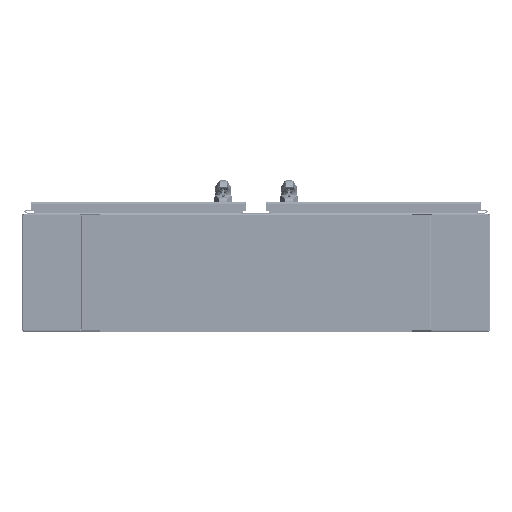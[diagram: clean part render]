
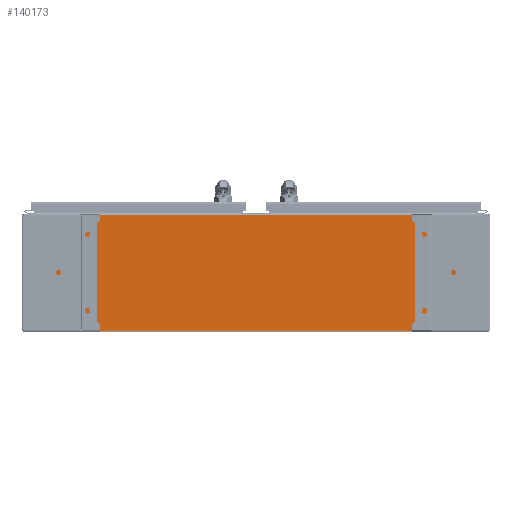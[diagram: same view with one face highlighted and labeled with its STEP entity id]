
A CAD part, front view. The second image highlights one B-rep face of the part: STEP entity #140173.
In plain terms, the highlighted face is planar.
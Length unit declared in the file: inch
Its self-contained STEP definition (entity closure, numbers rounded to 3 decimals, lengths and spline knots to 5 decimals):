
#3340 = VERTEX_POINT ( 'NONE', #37551 ) ;
#4485 = DIRECTION ( 'NONE',  ( 1., 0., 0. ) ) ;
#7016 = DIRECTION ( 'NONE',  ( 1., 0., 0. ) ) ;
#12163 = EDGE_CURVE ( 'NONE', #3340, #114964, #162885, .T. ) ;
#20473 = PLANE ( 'NONE',  #110784 ) ;
#24351 = DIRECTION ( 'NONE',  ( 1., 0., 0. ) ) ;
#25969 = LINE ( 'NONE', #169450, #170187 ) ;
#30022 = EDGE_LOOP ( 'NONE', ( #107886, #43719, #166433, #97397 ) ) ;
#32383 = CARTESIAN_POINT ( 'NONE',  ( 47.49175, 10.8295, 0.0937 ) ) ;
#33149 = EDGE_CURVE ( 'NONE', #3340, #153226, #178743, .T. ) ;
#37551 = CARTESIAN_POINT ( 'NONE',  ( -0.44585, -1.07685, 0.0937 ) ) ;
#37817 = CARTESIAN_POINT ( 'NONE',  ( 47.49175, 10.8295, 0.0937 ) ) ;
#42642 = DIRECTION ( 'NONE',  ( 0., 1., 0. ) ) ;
#43719 = ORIENTED_EDGE ( 'NONE', *, *, #126970, .F. ) ;
#48754 = FACE_OUTER_BOUND ( 'NONE', #30022, .T. ) ;
#71631 = VECTOR ( 'NONE', #24351, 39.37008 ) ;
#85052 = VERTEX_POINT ( 'NONE', #32383 ) ;
#90655 = DIRECTION ( 'NONE',  ( 0., 0., 1. ) ) ;
#97397 = ORIENTED_EDGE ( 'NONE', *, *, #12163, .F. ) ;
#107886 = ORIENTED_EDGE ( 'NONE', *, *, #33149, .T. ) ;
#107949 = CARTESIAN_POINT ( 'NONE',  ( 11.53855, -1.07685, 0.0937 ) ) ;
#110784 = AXIS2_PLACEMENT_3D ( 'NONE', #174433, #90655, #7016 ) ;
#114964 = VERTEX_POINT ( 'NONE', #149074 ) ;
#121313 = VECTOR ( 'NONE', #135475, 39.37008 ) ;
#126970 = EDGE_CURVE ( 'NONE', #85052, #153226, #158413, .T. ) ;
#127852 = CARTESIAN_POINT ( 'NONE',  ( -0.44585, -1.1081, 0.0937 ) ) ;
#133078 = CARTESIAN_POINT ( 'NONE',  ( 47.49175, -1.07685, 0.0937 ) ) ;
#135475 = DIRECTION ( 'NONE',  ( 0., -1., 0. ) ) ;
#140173 = ADVANCED_FACE ( 'NONE', ( #48754 ), #20473, .T. ) ;
#149074 = CARTESIAN_POINT ( 'NONE',  ( -0.44585, 10.8295, 0.0937 ) ) ;
#153226 = VERTEX_POINT ( 'NONE', #133078 ) ;
#158413 = LINE ( 'NONE', #37817, #121313 ) ;
#158487 = VECTOR ( 'NONE', #42642, 39.37008 ) ;
#162885 = LINE ( 'NONE', #127852, #158487 ) ;
#166433 = ORIENTED_EDGE ( 'NONE', *, *, #178659, .F. ) ;
#169450 = CARTESIAN_POINT ( 'NONE',  ( -0.44585, 10.8295, 0.0937 ) ) ;
#170187 = VECTOR ( 'NONE', #4485, 39.37008 ) ;
#174433 = CARTESIAN_POINT ( 'NONE',  ( 23.52295, 4.8607, 0.0937 ) ) ;
#178659 = EDGE_CURVE ( 'NONE', #114964, #85052, #25969, .T. ) ;
#178743 = LINE ( 'NONE', #107949, #71631 ) ;
